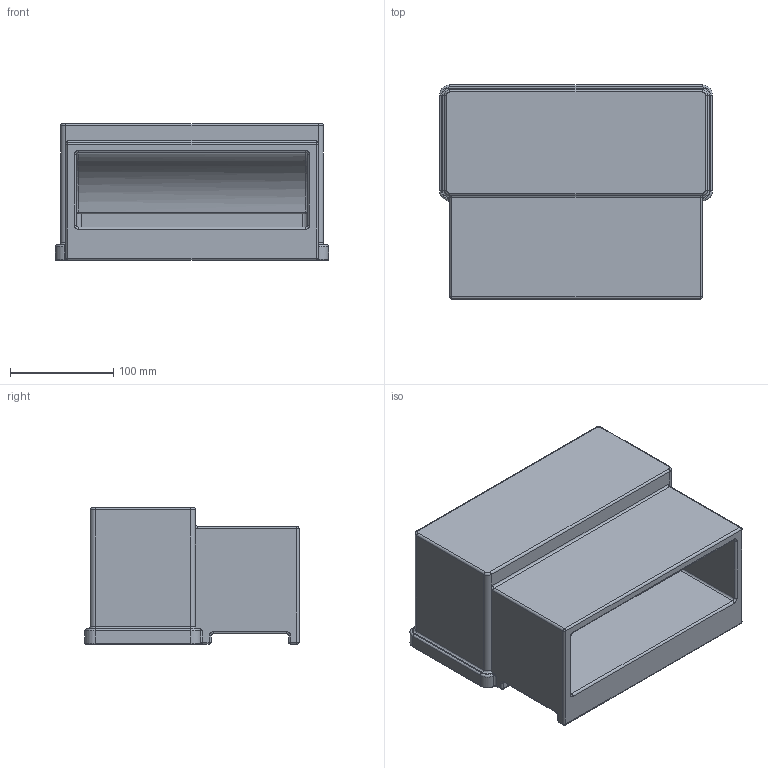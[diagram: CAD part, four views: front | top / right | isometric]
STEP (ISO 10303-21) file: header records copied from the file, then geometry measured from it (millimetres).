
FILE_DESCRIPTION(/* description */ (''),/* implementation_level */ '2;1');
FILE_NAME(/* name */ 'FloorVentAdapter.step',/* time_stamp */ '2025-12-07T09:20:22-06:00',/* author */ (''),/* organization */ (''),/* preprocessor_version */ 'ST-DEVELOPER v20.1',/* originating_system */ 'Autodesk Translation Framework v14.21.0.0',/* authorisation */ '');
FILE_SCHEMA (('AUTOMOTIVE_DESIGN { 1 0 10303 214 3 1 1 }'));
Length unit declared in the file: millimetre
Products named in the file (1): 2025-12-07-08-01-37-972
Bounding box: 264 x 207 x 132 mm (x, y, z)
Volume: 2721729.1 mm3; surface area: 308628.5 mm2
Topology: 1 solids, 1 shells, 197 faces, 439 edges, 254 vertices
Faces by surface type: cylinder 84, plane 43, torus 43, bspline 17, sphere 10
Full cylindrical faces by diameter (mm): 8.2 x14
Entity records: 6196 total; most frequent: CARTESIAN_POINT 1794, DIRECTION 986, ORIENTED_EDGE 868, EDGE_CURVE 434, AXIS2_PLACEMENT_3D 415, VERTEX_POINT 254, CIRCLE 234, EDGE_LOOP 214
